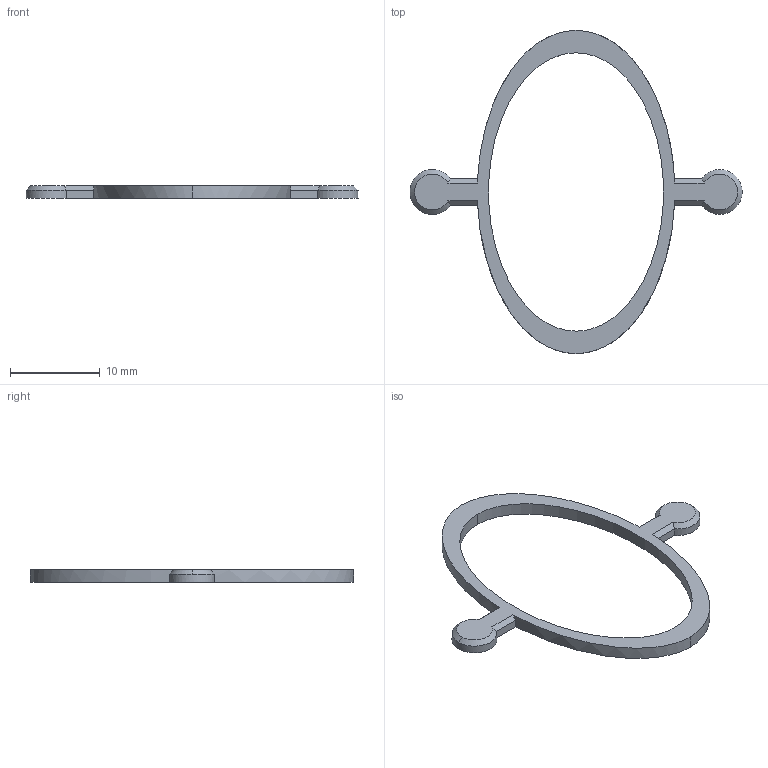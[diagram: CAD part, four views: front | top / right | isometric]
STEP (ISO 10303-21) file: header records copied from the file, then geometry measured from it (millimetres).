
FILE_DESCRIPTION(('HOOPS Exchange Step'),'2;1');
FILE_NAME('temp_export','2023-06-27T15:24:28-04:00',('gmoua'),('Shapr3D Limited'),'HOOPS Exchange 2022.2','Shapr3D','Authorized');
FILE_SCHEMA( ('AUTOMOTIVE_DESIGN { 1 0 10303 214 1 1 1 1 }') );
Length unit declared in the file: millimetre
Products named in the file (1): 43mm Lens Cap Spring
Bounding box: 36.99 x 36 x 1.4 mm (x, y, z)
Volume: 279.1 mm3; surface area: 679.9 mm2
Topology: 1 solids, 1 shells, 23 faces, 59 edges, 38 vertices
Faces by surface type: plane 10, extrusion 4, bspline 4, cone 3, cylinder 2
Entity records: 950 total; most frequent: CARTESIAN_POINT 386, ORIENTED_EDGE 118, DIRECTION 103, EDGE_CURVE 59, VERTEX_POINT 38, AXIS2_PLACEMENT_3D 36, VECTOR 31, LINE 27
